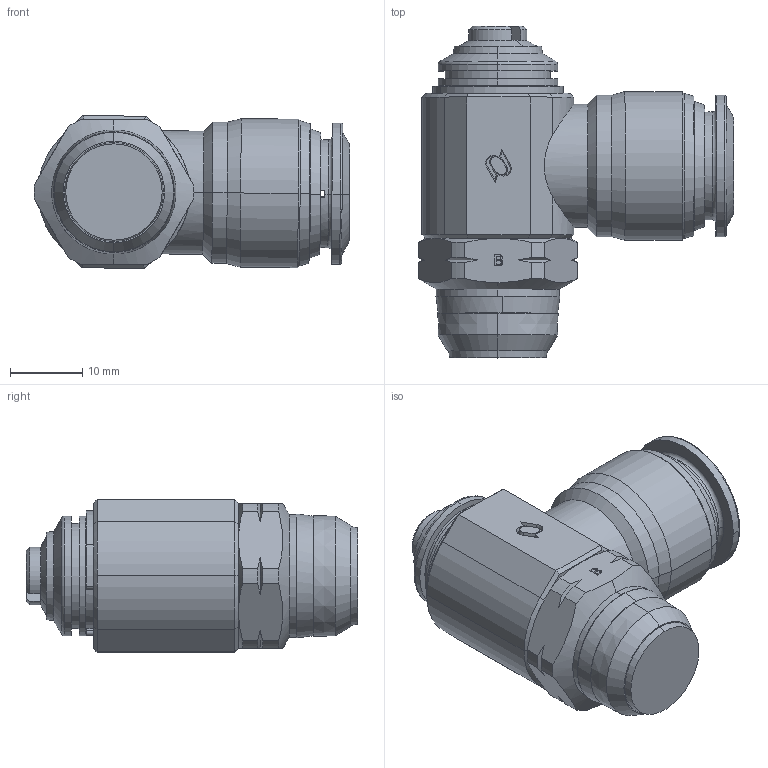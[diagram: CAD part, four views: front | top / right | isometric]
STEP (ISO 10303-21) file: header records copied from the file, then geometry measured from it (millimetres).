
FILE_DESCRIPTION (( 'STEP AP214' ), '1' );
FILE_NAME ('5792000013A.step', '2012-10-22T17:41:58', ( '' ), ( '' ), 'SwSTEP 2.0', 'SolidWorks 2012', '' );
FILE_SCHEMA (( 'AUTOMOTIVE_DESIGN' ));
Length unit declared in the file: millimetre
Products named in the file (1): 5792000013A
Bounding box: 43.55 x 45.81 x 21.07 mm (x, y, z)
Volume: 19150.9 mm3; surface area: 5231.8 mm2
Topology: 1 solids, 1 shells, 218 faces, 534 edges, 335 vertices
Faces by surface type: plane 84, cone 70, cylinder 48, bspline 10, torus 6
Entity records: 8476 total; most frequent: CARTESIAN_POINT 1954, DIRECTION 1069, ORIENTED_EDGE 1068, EDGE_CURVE 534, AXIS2_PLACEMENT_3D 408, VERTEX_POINT 335, VECTOR 253, LINE 253
